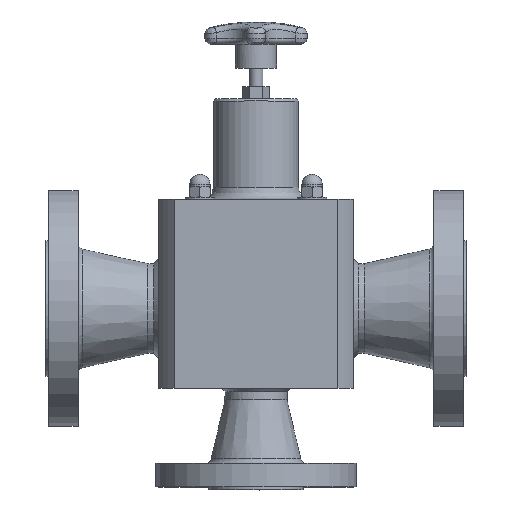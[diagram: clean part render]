
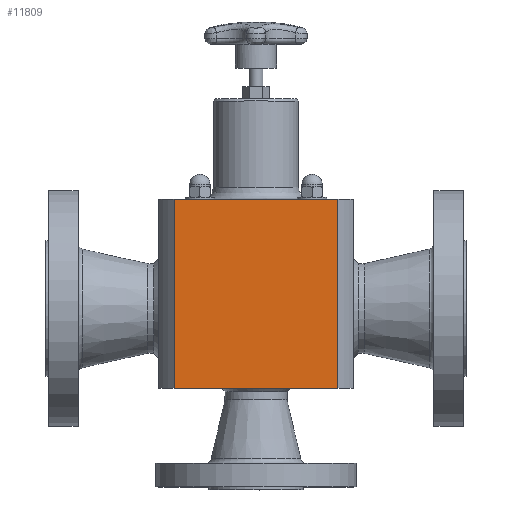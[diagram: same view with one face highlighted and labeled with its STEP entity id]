
A CAD part, top view. The second image highlights one B-rep face of the part: STEP entity #11809.
In plain terms, the highlighted planar face has unit normal (0, 0, 1).
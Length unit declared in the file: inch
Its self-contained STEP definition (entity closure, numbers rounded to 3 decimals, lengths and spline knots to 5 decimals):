
#11770=CARTESIAN_POINT('',(1.73205,0.,1.625));
#11771=DIRECTION('',(0.0,0.0,1.0));
#11772=DIRECTION('',(1.0,0.0,0.0));
#11773=AXIS2_PLACEMENT_3D('',#11770,#11771,#11772);
#11774=PLANE('',#11773);
#11775=CARTESIAN_POINT('',(-1.73205,0.,1.625));
#11776=VERTEX_POINT('',#11775);
#11777=CARTESIAN_POINT('',(-1.73205,4.,1.625));
#11778=VERTEX_POINT('',#11777);
#11779=CARTESIAN_POINT('',(-1.73205,0.,1.625));
#11780=DIRECTION('',(0.0,1.0,0.0));
#11781=VECTOR('',#11780,4.0);
#11782=LINE('',#11779,#11781);
#11783=EDGE_CURVE('',#11776,#11778,#11782,.T.);
#11784=ORIENTED_EDGE('',*,*,#11783,.F.);
#11785=CARTESIAN_POINT('',(1.73205,0.,1.625));
#11786=VERTEX_POINT('',#11785);
#11787=CARTESIAN_POINT('',(-1.73205,0.,1.625));
#11788=DIRECTION('',(1.0,0.0,0.0));
#11789=VECTOR('',#11788,3.4641);
#11790=LINE('',#11787,#11789);
#11791=EDGE_CURVE('',#11776,#11786,#11790,.T.);
#11792=ORIENTED_EDGE('',*,*,#11791,.T.);
#11793=CARTESIAN_POINT('',(1.73205,4.,1.625));
#11794=VERTEX_POINT('',#11793);
#11795=CARTESIAN_POINT('',(1.73205,0.,1.625));
#11796=DIRECTION('',(0.0,1.0,0.0));
#11797=VECTOR('',#11796,4.);
#11798=LINE('',#11795,#11797);
#11799=EDGE_CURVE('',#11786,#11794,#11798,.T.);
#11800=ORIENTED_EDGE('',*,*,#11799,.T.);
#11801=CARTESIAN_POINT('',(1.73205,4.,1.625));
#11802=DIRECTION('',(-1.0,0.0,0.0));
#11803=VECTOR('',#11802,3.4641);
#11804=LINE('',#11801,#11803);
#11805=EDGE_CURVE('',#11794,#11778,#11804,.T.);
#11806=ORIENTED_EDGE('',*,*,#11805,.T.);
#11807=EDGE_LOOP('',(#11784,#11792,#11800,#11806));
#11808=FACE_OUTER_BOUND('',#11807,.T.);
#11809=ADVANCED_FACE('',(#11808),#11774,.T.);
